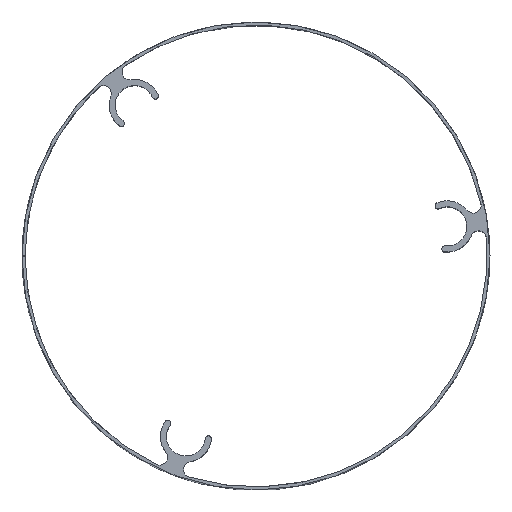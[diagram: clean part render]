
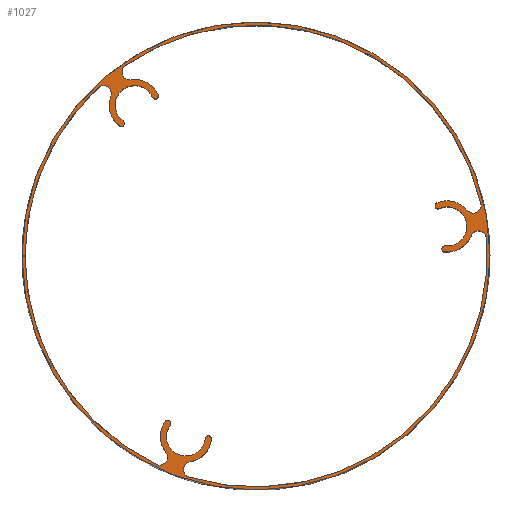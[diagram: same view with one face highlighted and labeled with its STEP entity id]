
A CAD part, top view. The second image highlights one B-rep face of the part: STEP entity #1027.
In plain terms, the highlighted planar face has unit normal (0, 0, 1).
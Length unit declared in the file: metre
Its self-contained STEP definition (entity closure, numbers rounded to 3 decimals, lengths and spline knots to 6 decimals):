
#94=LINE('',#1784,#158);
#96=LINE('',#1787,#160);
#158=VECTOR('',#1350,1.);
#160=VECTOR('',#1354,1.);
#294=ORIENTED_EDGE('',*,*,#604,.F.);
#295=ORIENTED_EDGE('',*,*,#600,.F.);
#296=ORIENTED_EDGE('',*,*,#608,.T.);
#297=ORIENTED_EDGE('',*,*,#609,.F.);
#298=ORIENTED_EDGE('',*,*,#610,.F.);
#299=ORIENTED_EDGE('',*,*,#611,.T.);
#300=ORIENTED_EDGE('',*,*,#612,.T.);
#301=ORIENTED_EDGE('',*,*,#613,.T.);
#302=ORIENTED_EDGE('',*,*,#614,.F.);
#303=ORIENTED_EDGE('',*,*,#596,.F.);
#304=ORIENTED_EDGE('',*,*,#615,.T.);
#305=ORIENTED_EDGE('',*,*,#616,.F.);
#306=ORIENTED_EDGE('',*,*,#617,.F.);
#307=ORIENTED_EDGE('',*,*,#618,.T.);
#308=ORIENTED_EDGE('',*,*,#619,.T.);
#309=ORIENTED_EDGE('',*,*,#620,.T.);
#310=ORIENTED_EDGE('',*,*,#621,.F.);
#311=ORIENTED_EDGE('',*,*,#592,.F.);
#312=ORIENTED_EDGE('',*,*,#622,.T.);
#313=ORIENTED_EDGE('',*,*,#623,.F.);
#314=ORIENTED_EDGE('',*,*,#624,.F.);
#315=ORIENTED_EDGE('',*,*,#625,.T.);
#316=ORIENTED_EDGE('',*,*,#626,.T.);
#317=ORIENTED_EDGE('',*,*,#627,.T.);
#318=ORIENTED_EDGE('',*,*,#628,.F.);
#319=ORIENTED_EDGE('',*,*,#588,.F.);
#320=ORIENTED_EDGE('',*,*,#606,.T.);
#321=ORIENTED_EDGE('',*,*,#554,.T.);
#554=EDGE_CURVE('',#717,#716,#810,.T.);
#588=EDGE_CURVE('',#741,#742,#821,.T.);
#592=EDGE_CURVE('',#745,#746,#823,.T.);
#596=EDGE_CURVE('',#749,#750,#825,.T.);
#600=EDGE_CURVE('',#753,#754,#827,.T.);
#604=EDGE_CURVE('',#754,#716,#94,.T.);
#606=EDGE_CURVE('',#741,#717,#96,.T.);
#608=EDGE_CURVE('',#753,#757,#829,.F.);
#609=EDGE_CURVE('',#758,#757,#830,.F.);
#610=EDGE_CURVE('',#759,#758,#831,.F.);
#611=EDGE_CURVE('',#759,#760,#832,.F.);
#612=EDGE_CURVE('',#760,#761,#833,.T.);
#613=EDGE_CURVE('',#761,#762,#834,.T.);
#614=EDGE_CURVE('',#750,#762,#835,.T.);
#615=EDGE_CURVE('',#749,#763,#836,.F.);
#616=EDGE_CURVE('',#764,#763,#837,.F.);
#617=EDGE_CURVE('',#765,#764,#838,.F.);
#618=EDGE_CURVE('',#765,#766,#839,.F.);
#619=EDGE_CURVE('',#766,#767,#840,.T.);
#620=EDGE_CURVE('',#767,#768,#841,.T.);
#621=EDGE_CURVE('',#746,#768,#842,.T.);
#622=EDGE_CURVE('',#745,#769,#843,.F.);
#623=EDGE_CURVE('',#770,#769,#844,.F.);
#624=EDGE_CURVE('',#771,#770,#845,.F.);
#625=EDGE_CURVE('',#771,#772,#846,.F.);
#626=EDGE_CURVE('',#772,#773,#847,.T.);
#627=EDGE_CURVE('',#773,#774,#848,.T.);
#628=EDGE_CURVE('',#742,#774,#849,.T.);
#716=VERTEX_POINT('',#1660);
#717=VERTEX_POINT('',#1662);
#741=VERTEX_POINT('',#1751);
#742=VERTEX_POINT('',#1753);
#745=VERTEX_POINT('',#1759);
#746=VERTEX_POINT('',#1761);
#749=VERTEX_POINT('',#1767);
#750=VERTEX_POINT('',#1769);
#753=VERTEX_POINT('',#1775);
#754=VERTEX_POINT('',#1777);
#757=VERTEX_POINT('',#1791);
#758=VERTEX_POINT('',#1793);
#759=VERTEX_POINT('',#1795);
#760=VERTEX_POINT('',#1797);
#761=VERTEX_POINT('',#1799);
#762=VERTEX_POINT('',#1801);
#763=VERTEX_POINT('',#1804);
#764=VERTEX_POINT('',#1806);
#765=VERTEX_POINT('',#1808);
#766=VERTEX_POINT('',#1810);
#767=VERTEX_POINT('',#1812);
#768=VERTEX_POINT('',#1814);
#769=VERTEX_POINT('',#1817);
#770=VERTEX_POINT('',#1819);
#771=VERTEX_POINT('',#1821);
#772=VERTEX_POINT('',#1823);
#773=VERTEX_POINT('',#1825);
#774=VERTEX_POINT('',#1827);
#810=CIRCLE('',#1109,0.0386);
#821=CIRCLE('',#1123,0.0381);
#823=CIRCLE('',#1125,0.0381);
#825=CIRCLE('',#1127,0.0381);
#827=CIRCLE('',#1129,0.0381);
#829=CIRCLE('',#1134,0.001303);
#830=CIRCLE('',#1135,0.004225);
#831=CIRCLE('',#1136,0.0005);
#832=CIRCLE('',#1137,0.003225);
#833=CIRCLE('',#1138,0.0005);
#834=CIRCLE('',#1139,0.004225);
#835=CIRCLE('',#1140,0.001303);
#836=CIRCLE('',#1141,0.001303);
#837=CIRCLE('',#1142,0.004225);
#838=CIRCLE('',#1143,0.0005);
#839=CIRCLE('',#1144,0.003225);
#840=CIRCLE('',#1145,0.0005);
#841=CIRCLE('',#1146,0.004225);
#842=CIRCLE('',#1147,0.001303);
#843=CIRCLE('',#1148,0.001303);
#844=CIRCLE('',#1149,0.004225);
#845=CIRCLE('',#1150,0.0005);
#846=CIRCLE('',#1151,0.003225);
#847=CIRCLE('',#1152,0.0005);
#848=CIRCLE('',#1153,0.004225);
#849=CIRCLE('',#1154,0.001303);
#888=EDGE_LOOP('',(#294,#295,#296,#297,#298,#299,#300,#301,#302,#303,#304,
#305,#306,#307,#308,#309,#310,#311,#312,#313,#314,#315,#316,#317,#318,#319,
#320,#321));
#945=FACE_BOUND('',#888,.T.);
#1000=PLANE('',#1133);
#1027=ADVANCED_FACE('',(#945),#1000,.T.);
#1109=AXIS2_PLACEMENT_3D('',#1661,#1282,#1283);
#1123=AXIS2_PLACEMENT_3D('',#1752,#1324,#1325);
#1125=AXIS2_PLACEMENT_3D('',#1760,#1330,#1331);
#1127=AXIS2_PLACEMENT_3D('',#1768,#1336,#1337);
#1129=AXIS2_PLACEMENT_3D('',#1776,#1342,#1343);
#1133=AXIS2_PLACEMENT_3D('',#1789,#1356,#1357);
#1134=AXIS2_PLACEMENT_3D('',#1790,#1358,#1359);
#1135=AXIS2_PLACEMENT_3D('',#1792,#1360,#1361);
#1136=AXIS2_PLACEMENT_3D('',#1794,#1362,#1363);
#1137=AXIS2_PLACEMENT_3D('',#1796,#1364,#1365);
#1138=AXIS2_PLACEMENT_3D('',#1798,#1366,#1367);
#1139=AXIS2_PLACEMENT_3D('',#1800,#1368,#1369);
#1140=AXIS2_PLACEMENT_3D('',#1802,#1370,#1371);
#1141=AXIS2_PLACEMENT_3D('',#1803,#1372,#1373);
#1142=AXIS2_PLACEMENT_3D('',#1805,#1374,#1375);
#1143=AXIS2_PLACEMENT_3D('',#1807,#1376,#1377);
#1144=AXIS2_PLACEMENT_3D('',#1809,#1378,#1379);
#1145=AXIS2_PLACEMENT_3D('',#1811,#1380,#1381);
#1146=AXIS2_PLACEMENT_3D('',#1813,#1382,#1383);
#1147=AXIS2_PLACEMENT_3D('',#1815,#1384,#1385);
#1148=AXIS2_PLACEMENT_3D('',#1816,#1386,#1387);
#1149=AXIS2_PLACEMENT_3D('',#1818,#1388,#1389);
#1150=AXIS2_PLACEMENT_3D('',#1820,#1390,#1391);
#1151=AXIS2_PLACEMENT_3D('',#1822,#1392,#1393);
#1152=AXIS2_PLACEMENT_3D('',#1824,#1394,#1395);
#1153=AXIS2_PLACEMENT_3D('',#1826,#1396,#1397);
#1154=AXIS2_PLACEMENT_3D('',#1828,#1398,#1399);
#1282=DIRECTION('',(0.,0.,1.));
#1283=DIRECTION('',(1.,0.,0.));
#1324=DIRECTION('',(0.,0.,1.));
#1325=DIRECTION('',(1.,0.,0.));
#1330=DIRECTION('',(0.,0.,1.));
#1331=DIRECTION('',(1.,0.,0.));
#1336=DIRECTION('',(0.,0.,1.));
#1337=DIRECTION('',(1.,0.,0.));
#1342=DIRECTION('',(0.,0.,1.));
#1343=DIRECTION('',(1.,0.,0.));
#1350=DIRECTION('',(-1.,0.,0.));
#1354=DIRECTION('',(-1.,0.,0.));
#1356=DIRECTION('',(0.,0.,1.));
#1357=DIRECTION('',(1.,0.,0.));
#1358=DIRECTION('',(0.,0.,1.));
#1359=DIRECTION('',(1.,0.,0.));
#1360=DIRECTION('',(0.,0.,1.));
#1361=DIRECTION('',(1.,0.,0.));
#1362=DIRECTION('',(0.,0.,1.));
#1363=DIRECTION('',(1.,0.,0.));
#1364=DIRECTION('',(0.,0.,1.));
#1365=DIRECTION('',(1.,0.,0.));
#1366=DIRECTION('',(0.,0.,1.));
#1367=DIRECTION('',(1.,0.,0.));
#1368=DIRECTION('',(0.,0.,1.));
#1369=DIRECTION('',(1.,0.,0.));
#1370=DIRECTION('',(0.,0.,1.));
#1371=DIRECTION('',(1.,0.,0.));
#1372=DIRECTION('',(0.,0.,1.));
#1373=DIRECTION('',(1.,0.,0.));
#1374=DIRECTION('',(0.,0.,1.));
#1375=DIRECTION('',(1.,0.,0.));
#1376=DIRECTION('',(0.,0.,1.));
#1377=DIRECTION('',(1.,0.,0.));
#1378=DIRECTION('',(0.,0.,1.));
#1379=DIRECTION('',(1.,0.,0.));
#1380=DIRECTION('',(0.,0.,1.));
#1381=DIRECTION('',(1.,0.,0.));
#1382=DIRECTION('',(0.,0.,1.));
#1383=DIRECTION('',(1.,0.,0.));
#1384=DIRECTION('',(0.,0.,1.));
#1385=DIRECTION('',(1.,0.,0.));
#1386=DIRECTION('',(0.,0.,1.));
#1387=DIRECTION('',(1.,0.,0.));
#1388=DIRECTION('',(0.,0.,1.));
#1389=DIRECTION('',(1.,0.,0.));
#1390=DIRECTION('',(0.,0.,1.));
#1391=DIRECTION('',(1.,0.,0.));
#1392=DIRECTION('',(0.,0.,1.));
#1393=DIRECTION('',(1.,0.,0.));
#1394=DIRECTION('',(0.,0.,1.));
#1395=DIRECTION('',(1.,0.,0.));
#1396=DIRECTION('',(0.,0.,1.));
#1397=DIRECTION('',(1.,0.,0.));
#1398=DIRECTION('',(0.,0.,1.));
#1399=DIRECTION('',(1.,0.,0.));
#1660=CARTESIAN_POINT('',(-0.0386,0.000025,0.331));
#1661=CARTESIAN_POINT('',(0.,0.,0.331));
#1662=CARTESIAN_POINT('',(-0.0386,-0.000025,0.331));
#1751=CARTESIAN_POINT('',(-0.0381,-0.000025,0.331));
#1752=CARTESIAN_POINT('',(0.,0.,0.331));
#1753=CARTESIAN_POINT('',(-0.01645,-0.034366,0.331));
#1759=CARTESIAN_POINT('',(-0.011038,-0.036466,0.331));
#1760=CARTESIAN_POINT('',(0.,0.,0.331));
#1761=CARTESIAN_POINT('',(0.037987,0.002937,0.331));
#1767=CARTESIAN_POINT('',(0.0371,0.008674,0.331));
#1768=CARTESIAN_POINT('',(0.,0.,0.331));
#1769=CARTESIAN_POINT('',(-0.021537,0.031429,0.331));
#1775=CARTESIAN_POINT('',(-0.026061,0.027792,0.331));
#1776=CARTESIAN_POINT('',(0.,0.,0.331));
#1777=CARTESIAN_POINT('',(-0.0381,0.000025,0.331));
#1784=CARTESIAN_POINT('',(-0.03835,0.000025,0.331));
#1787=CARTESIAN_POINT('',(-0.03835,-0.000025,0.331));
#1789=CARTESIAN_POINT('',(0.1381,0.,0.331));
#1790=CARTESIAN_POINT('',(-0.02517,0.026842,0.331));
#1791=CARTESIAN_POINT('',(-0.023951,0.02638,0.331));
#1792=CARTESIAN_POINT('',(-0.02,0.024884,0.331));
#1793=CARTESIAN_POINT('',(-0.022496,0.021475,0.331));
#1794=CARTESIAN_POINT('',(-0.022201,0.021878,0.331));
#1795=CARTESIAN_POINT('',(-0.021905,0.022282,0.331));
#1796=CARTESIAN_POINT('',(-0.02,0.024884,0.331));
#1797=CARTESIAN_POINT('',(-0.017049,0.026185,0.331));
#1798=CARTESIAN_POINT('',(-0.016592,0.026386,0.331));
#1799=CARTESIAN_POINT('',(-0.016134,0.026588,0.331));
#1800=CARTESIAN_POINT('',(-0.02,0.024884,0.331));
#1801=CARTESIAN_POINT('',(-0.020611,0.029064,0.331));
#1802=CARTESIAN_POINT('',(-0.0208,0.030354,0.331));
#1803=CARTESIAN_POINT('',(0.035831,0.008377,0.331));
#1804=CARTESIAN_POINT('',(0.034821,0.007552,0.331));
#1805=CARTESIAN_POINT('',(0.03155,0.004879,0.331));
#1806=CARTESIAN_POINT('',(0.029846,0.008745,0.331));
#1807=CARTESIAN_POINT('',(0.030047,0.008287,0.331));
#1808=CARTESIAN_POINT('',(0.030249,0.00783,0.331));
#1809=CARTESIAN_POINT('',(0.03155,0.004879,0.331));
#1810=CARTESIAN_POINT('',(0.031201,0.001673,0.331));
#1811=CARTESIAN_POINT('',(0.031147,0.001175,0.331));
#1812=CARTESIAN_POINT('',(0.031093,0.000678,0.331));
#1813=CARTESIAN_POINT('',(0.03155,0.004879,0.331));
#1814=CARTESIAN_POINT('',(0.035476,0.003318,0.331));
#1815=CARTESIAN_POINT('',(0.036687,0.002836,0.331));
#1816=CARTESIAN_POINT('',(-0.010661,-0.035219,0.331));
#1817=CARTESIAN_POINT('',(-0.01087,-0.033932,0.331));
#1818=CARTESIAN_POINT('',(-0.01155,-0.029762,0.331));
#1819=CARTESIAN_POINT('',(-0.00735,-0.030219,0.331));
#1820=CARTESIAN_POINT('',(-0.007847,-0.030165,0.331));
#1821=CARTESIAN_POINT('',(-0.008344,-0.030111,0.331));
#1822=CARTESIAN_POINT('',(-0.01155,-0.029762,0.331));
#1823=CARTESIAN_POINT('',(-0.014152,-0.027857,0.331));
#1824=CARTESIAN_POINT('',(-0.014556,-0.027562,0.331));
#1825=CARTESIAN_POINT('',(-0.014959,-0.027267,0.331));
#1826=CARTESIAN_POINT('',(-0.01155,-0.029762,0.331));
#1827=CARTESIAN_POINT('',(-0.014865,-0.032382,0.331));
#1828=CARTESIAN_POINT('',(-0.015887,-0.03319,0.331));
